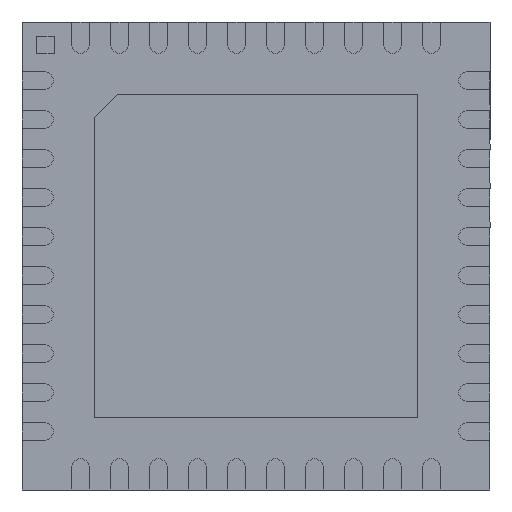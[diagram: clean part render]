
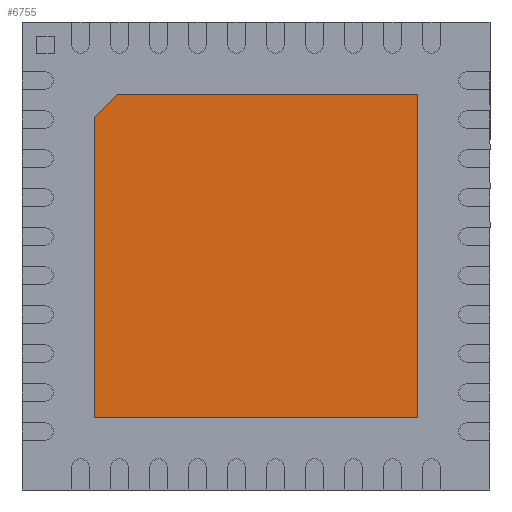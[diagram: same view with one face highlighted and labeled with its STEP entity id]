
A CAD part, front view. The second image highlights one B-rep face of the part: STEP entity #6755.
In plain terms, the highlighted planar face has unit normal (0, -1, 0).
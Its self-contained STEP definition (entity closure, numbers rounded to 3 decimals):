
#1267 = LINE ( 'NONE', #12130, #6676 ) ;
#2198 = DIRECTION ( 'NONE',  ( 1., 0., 0. ) ) ;
#2540 = ORIENTED_EDGE ( 'NONE', *, *, #6239, .F. ) ;
#3136 = DIRECTION ( 'NONE',  ( 0., 0., 1. ) ) ;
#3280 = CARTESIAN_POINT ( 'NONE',  ( 2.075, -0.05, -2.075 ) ) ;
#3677 = VERTEX_POINT ( 'NONE', #4074 ) ;
#4074 = CARTESIAN_POINT ( 'NONE',  ( 2.075, -0.05, 2.075 ) ) ;
#4172 = VECTOR ( 'NONE', #5564, 1000. ) ;
#4648 = VERTEX_POINT ( 'NONE', #16529 ) ;
#4714 = VECTOR ( 'NONE', #2198, 1000. ) ;
#5032 = DIRECTION ( 'NONE',  ( 0., 0., 1. ) ) ;
#5564 = DIRECTION ( 'NONE',  ( 0., 0., -1. ) ) ;
#5646 = EDGE_CURVE ( 'NONE', #12542, #9026, #7803, .T. ) ;
#6049 = EDGE_CURVE ( 'NONE', #3677, #12542, #17539, .T. ) ;
#6239 = EDGE_CURVE ( 'NONE', #9026, #4648, #12385, .T. ) ;
#6676 = VECTOR ( 'NONE', #14726, 1000. ) ;
#6755 = ADVANCED_FACE ( 'NONE', ( #15880 ), #7535, .F. ) ;
#7411 = ORIENTED_EDGE ( 'NONE', *, *, #6049, .F. ) ;
#7463 = CARTESIAN_POINT ( 'NONE',  ( -2.075, -0.05, -2.075 ) ) ;
#7535 = PLANE ( 'NONE',  #17518 ) ;
#7803 = LINE ( 'NONE', #7463, #11994 ) ;
#7890 = ORIENTED_EDGE ( 'NONE', *, *, #5646, .F. ) ;
#8219 = CARTESIAN_POINT ( 'NONE',  ( 2.075, -0.05, -2.075 ) ) ;
#9026 = VERTEX_POINT ( 'NONE', #15452 ) ;
#9910 = VERTEX_POINT ( 'NONE', #10386 ) ;
#10099 = LINE ( 'NONE', #10192, #4714 ) ;
#10192 = CARTESIAN_POINT ( 'NONE',  ( 2.075, -0.05, 2.075 ) ) ;
#10234 = EDGE_LOOP ( 'NONE', ( #7411, #13613, #11891, #2540, #7890 ) ) ;
#10386 = CARTESIAN_POINT ( 'NONE',  ( -1.775, -0.05, 2.075 ) ) ;
#10415 = VECTOR ( 'NONE', #3136, 1000. ) ;
#11695 = CARTESIAN_POINT ( 'NONE',  ( 0., -0.05, 0. ) ) ;
#11891 = ORIENTED_EDGE ( 'NONE', *, *, #16864, .F. ) ;
#11994 = VECTOR ( 'NONE', #14405, 1000. ) ;
#12130 = CARTESIAN_POINT ( 'NONE',  ( -1.775, -0.05, 2.075 ) ) ;
#12385 = LINE ( 'NONE', #12470, #10415 ) ;
#12470 = CARTESIAN_POINT ( 'NONE',  ( -2.075, -0.05, 1.775 ) ) ;
#12522 = EDGE_CURVE ( 'NONE', #9910, #3677, #10099, .T. ) ;
#12542 = VERTEX_POINT ( 'NONE', #3280 ) ;
#13613 = ORIENTED_EDGE ( 'NONE', *, *, #12522, .F. ) ;
#14405 = DIRECTION ( 'NONE',  ( -1., 0., 0. ) ) ;
#14726 = DIRECTION ( 'NONE',  ( 0.707, 0., 0.707 ) ) ;
#15452 = CARTESIAN_POINT ( 'NONE',  ( -2.075, -0.05, -2.075 ) ) ;
#15880 = FACE_OUTER_BOUND ( 'NONE', #10234, .T. ) ;
#16529 = CARTESIAN_POINT ( 'NONE',  ( -2.075, -0.05, 1.775 ) ) ;
#16864 = EDGE_CURVE ( 'NONE', #4648, #9910, #1267, .T. ) ;
#17188 = DIRECTION ( 'NONE',  ( 0., 1., 0. ) ) ;
#17518 = AXIS2_PLACEMENT_3D ( 'NONE', #11695, #17188, #5032 ) ;
#17539 = LINE ( 'NONE', #8219, #4172 ) ;
